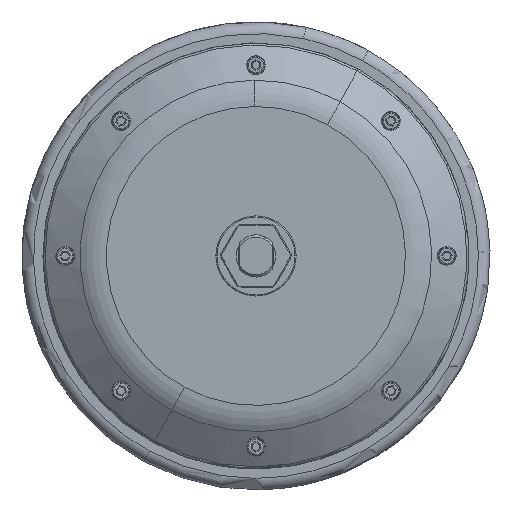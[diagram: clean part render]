
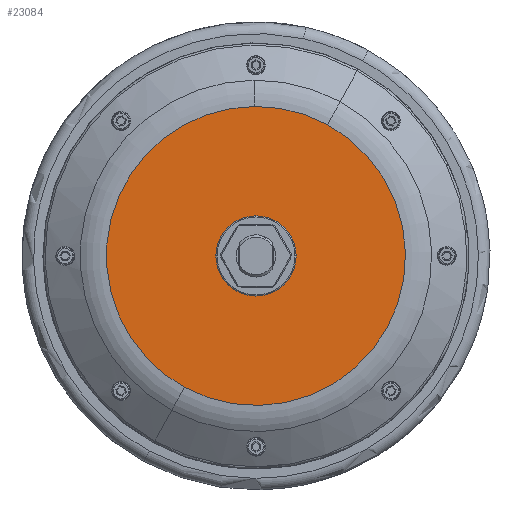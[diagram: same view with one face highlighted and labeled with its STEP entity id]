
A CAD part, front view. The second image highlights one B-rep face of the part: STEP entity #23084.
In plain terms, the highlighted planar face has unit normal (0, -1, 0).
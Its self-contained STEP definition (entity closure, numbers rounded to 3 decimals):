
#22977=CARTESIAN_POINT('Vertex',(-0.708,-15.5,63.869)) ;
#22984=CARTESIAN_POINT('Vertex',(-30.622,-15.5,-56.054)) ;
#22987=CARTESIAN_POINT('Axis2P3D Location',(0.,-15.5,0.)) ;
#23004=CARTESIAN_POINT('Axis2P3D Location',(0.,-15.5,0.)) ;
#23008=CARTESIAN_POINT('Vertex',(30.622,-15.5,56.054)) ;
#23028=CARTESIAN_POINT('Axis2P3D Location',(0.,-15.5,0.)) ;
#23040=CARTESIAN_POINT('Axis2P3D Location',(0.,-15.5,0.)) ;
#23050=CARTESIAN_POINT('Axis2P3D Location',(0.,-15.5,0.)) ;
#23054=CARTESIAN_POINT('Vertex',(15.444,-15.5,-5.808)) ;
#23056=CARTESIAN_POINT('Vertex',(14.48,-15.5,-7.911)) ;
#23059=CARTESIAN_POINT('Axis2P3D Location',(0.,-15.5,0.)) ;
#23063=CARTESIAN_POINT('Vertex',(-16.5,-15.5,0.)) ;
#23066=CARTESIAN_POINT('Axis2P3D Location',(0.,-15.5,0.)) ;
#23070=CARTESIAN_POINT('Vertex',(-14.48,-15.5,7.911)) ;
#23073=CARTESIAN_POINT('Axis2P3D Location',(0.,-15.5,0.)) ;
#22988=DIRECTION('Axis2P3D Direction',(0.,1.,0.)) ;
#23005=DIRECTION('Axis2P3D Direction',(0.,1.,0.)) ;
#23029=DIRECTION('Axis2P3D Direction',(-0.,1.,0.)) ;
#23041=DIRECTION('Axis2P3D Direction',(-0.,1.,0.)) ;
#23042=DIRECTION('Axis2P3D XDirection',(1.,0.,0.)) ;
#23051=DIRECTION('Axis2P3D Direction',(-0.,1.,0.)) ;
#23060=DIRECTION('Axis2P3D Direction',(-0.,1.,0.)) ;
#23067=DIRECTION('Axis2P3D Direction',(-0.,1.,0.)) ;
#23074=DIRECTION('Axis2P3D Direction',(-0.,1.,0.)) ;
#22989=AXIS2_PLACEMENT_3D('Circle Axis2P3D',#22987,#22988,$) ;
#23006=AXIS2_PLACEMENT_3D('Circle Axis2P3D',#23004,#23005,$) ;
#23030=AXIS2_PLACEMENT_3D('Circle Axis2P3D',#23028,#23029,$) ;
#23043=AXIS2_PLACEMENT_3D('Plane Axis2P3D',#23040,#23041,#23042) ;
#23052=AXIS2_PLACEMENT_3D('Circle Axis2P3D',#23050,#23051,$) ;
#23061=AXIS2_PLACEMENT_3D('Circle Axis2P3D',#23059,#23060,$) ;
#23068=AXIS2_PLACEMENT_3D('Circle Axis2P3D',#23066,#23067,$) ;
#23075=AXIS2_PLACEMENT_3D('Circle Axis2P3D',#23073,#23074,$) ;
#23046=ORIENTED_EDGE('',*,*,#23010,.T.) ;
#23047=ORIENTED_EDGE('',*,*,#22991,.T.) ;
#23048=ORIENTED_EDGE('',*,*,#23032,.T.) ;
#23079=ORIENTED_EDGE('',*,*,#23058,.T.) ;
#23080=ORIENTED_EDGE('',*,*,#23065,.T.) ;
#23081=ORIENTED_EDGE('',*,*,#23072,.T.) ;
#23082=ORIENTED_EDGE('',*,*,#23077,.T.) ;
#23083=FACE_BOUND('',#23078,.T.) ;
#23084=ADVANCED_FACE('MANIFOLD_SOLID_BREP #21256',(#23049,#23083),#23044,.F.) ;
#22990=CIRCLE('generated circle',#22989,63.873) ;
#23007=CIRCLE('generated circle',#23006,63.873) ;
#23031=CIRCLE('generated circle',#23030,63.873) ;
#23053=CIRCLE('generated circle',#23052,16.5) ;
#23062=CIRCLE('generated circle',#23061,16.5) ;
#23069=CIRCLE('generated circle',#23068,16.5) ;
#23076=CIRCLE('generated circle',#23075,16.5) ;
#22991=EDGE_CURVE('',#22978,#22985,#22990,.F.) ;
#23010=EDGE_CURVE('',#23009,#22978,#23007,.F.) ;
#23032=EDGE_CURVE('',#22985,#23009,#23031,.F.) ;
#23058=EDGE_CURVE('',#23055,#23057,#23053,.T.) ;
#23065=EDGE_CURVE('',#23057,#23064,#23062,.T.) ;
#23072=EDGE_CURVE('',#23064,#23071,#23069,.T.) ;
#23077=EDGE_CURVE('',#23071,#23055,#23076,.T.) ;
#23045=EDGE_LOOP('',(#23046,#23047,#23048)) ;
#23078=EDGE_LOOP('',(#23079,#23080,#23081,#23082)) ;
#23049=FACE_OUTER_BOUND('',#23045,.T.) ;
#23044=PLANE('Plane',#23043) ;
#22978=VERTEX_POINT('',#22977) ;
#22985=VERTEX_POINT('',#22984) ;
#23009=VERTEX_POINT('',#23008) ;
#23055=VERTEX_POINT('',#23054) ;
#23057=VERTEX_POINT('',#23056) ;
#23064=VERTEX_POINT('',#23063) ;
#23071=VERTEX_POINT('',#23070) ;
